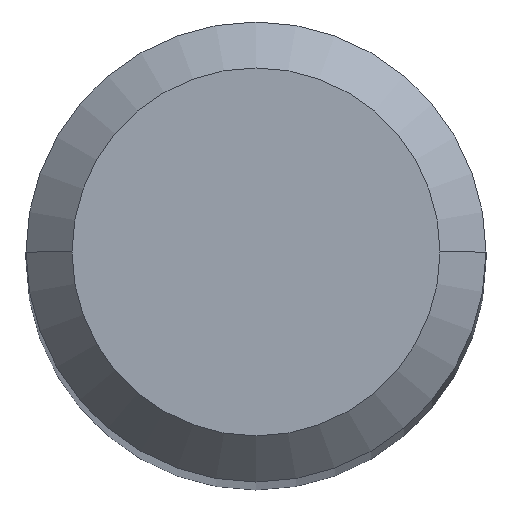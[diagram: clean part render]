
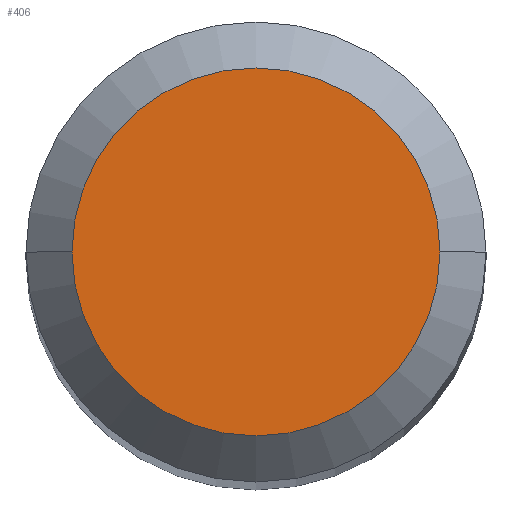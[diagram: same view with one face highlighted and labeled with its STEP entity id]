
A CAD part, top view. The second image highlights one B-rep face of the part: STEP entity #406.
In plain terms, the highlighted planar face has unit normal (0, 0, 1).
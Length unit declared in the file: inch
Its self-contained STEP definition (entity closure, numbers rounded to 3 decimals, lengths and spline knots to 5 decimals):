
#5 = EDGE_CURVE ( 'NONE', #278, #242, #75, .T. ) ;
#11 = EDGE_LOOP ( 'NONE', ( #58, #241 ) ) ;
#32 = DIRECTION ( 'NONE',  ( 1., 0., 0. ) ) ;
#56 = CARTESIAN_POINT ( 'NONE',  ( 0., 0., 0. ) ) ;
#58 = ORIENTED_EDGE ( 'NONE', *, *, #5, .T. ) ;
#75 = CIRCLE ( 'NONE', #202, 0.063 ) ;
#107 = EDGE_CURVE ( 'NONE', #242, #278, #146, .T. ) ;
#116 = FACE_OUTER_BOUND ( 'NONE', #11, .T. ) ;
#118 = CARTESIAN_POINT ( 'NONE',  ( 0.063, 0., 0. ) ) ;
#146 = CIRCLE ( 'NONE', #486, 0.063 ) ;
#202 = AXIS2_PLACEMENT_3D ( 'NONE', #56, #321, #357 ) ;
#241 = ORIENTED_EDGE ( 'NONE', *, *, #107, .T. ) ;
#242 = VERTEX_POINT ( 'NONE', #118 ) ;
#267 = CARTESIAN_POINT ( 'NONE',  ( 0., 0., 0. ) ) ;
#278 = VERTEX_POINT ( 'NONE', #302 ) ;
#302 = CARTESIAN_POINT ( 'NONE',  ( -0.063, 0., 0. ) ) ;
#320 = DIRECTION ( 'NONE',  ( -1., 0., 0. ) ) ;
#321 = DIRECTION ( 'NONE',  ( 0., 0., 1. ) ) ;
#323 = AXIS2_PLACEMENT_3D ( 'NONE', #267, #347, #320 ) ;
#347 = DIRECTION ( 'NONE',  ( 0., 0., -1. ) ) ;
#357 = DIRECTION ( 'NONE',  ( 1., 0., 0. ) ) ;
#405 = DIRECTION ( 'NONE',  ( 0., 0., 1. ) ) ;
#406 = ADVANCED_FACE ( 'NONE', ( #116 ), #490, .F. ) ;
#480 = CARTESIAN_POINT ( 'NONE',  ( 0., 0., 0. ) ) ;
#486 = AXIS2_PLACEMENT_3D ( 'NONE', #480, #405, #32 ) ;
#490 = PLANE ( 'NONE',  #323 ) ;
